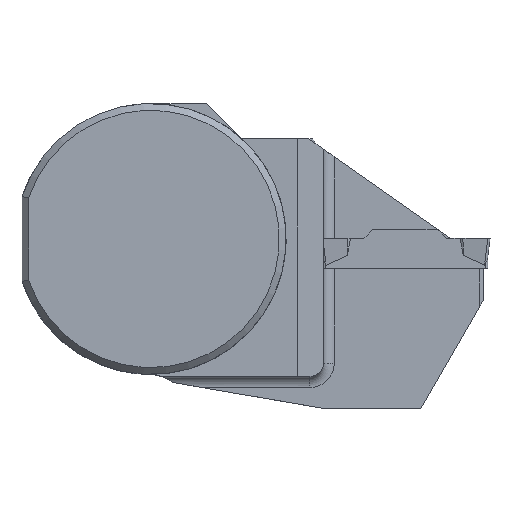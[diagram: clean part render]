
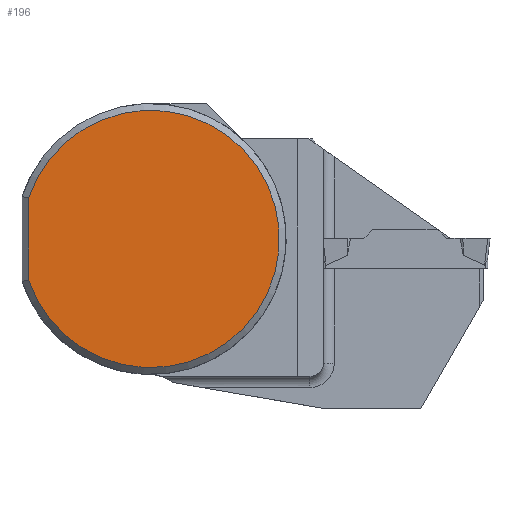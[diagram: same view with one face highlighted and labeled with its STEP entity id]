
A CAD part, top view. The second image highlights one B-rep face of the part: STEP entity #196.
In plain terms, the highlighted planar face has unit normal (0, 0, 1).
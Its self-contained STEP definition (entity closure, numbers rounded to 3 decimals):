
#196=ADVANCED_FACE('',(#316),#249,.F.);
#249=PLANE('',#1554);
#316=FACE_OUTER_BOUND('',#385,.T.);
#385=EDGE_LOOP('',(#1010,#1011));
#524=LINE('',#2467,#670);
#670=VECTOR('',#1867,1.);
#1010=ORIENTED_EDGE('',*,*,#1357,.F.);
#1011=ORIENTED_EDGE('',*,*,#1363,.F.);
#1181=VERTEX_POINT('',#2461);
#1182=VERTEX_POINT('',#2466);
#1357=EDGE_CURVE('',#1182,#1181,#524,.T.);
#1363=EDGE_CURVE('',#1181,#1182,#1398,.T.);
#1398=CIRCLE('',#1552,19.);
#1552=AXIS2_PLACEMENT_3D('',#2481,#1889,#1890);
#1554=AXIS2_PLACEMENT_3D('',#2483,#1893,#1894);
#1867=DIRECTION('',(0.,1.,0.));
#1889=DIRECTION('',(0.,0.,-1.));
#1890=DIRECTION('',(-1.,0.,0.));
#1893=DIRECTION('',(0.,0.,-1.));
#1894=DIRECTION('',(1.,0.,0.));
#2461=CARTESIAN_POINT('',(-18.,6.083,0.325));
#2466=CARTESIAN_POINT('',(-18.,-6.083,0.325));
#2467=CARTESIAN_POINT('',(-18.,20.,0.325));
#2481=CARTESIAN_POINT('',(0.,0.,0.325));
#2483=CARTESIAN_POINT('',(0.,19.,0.325));
